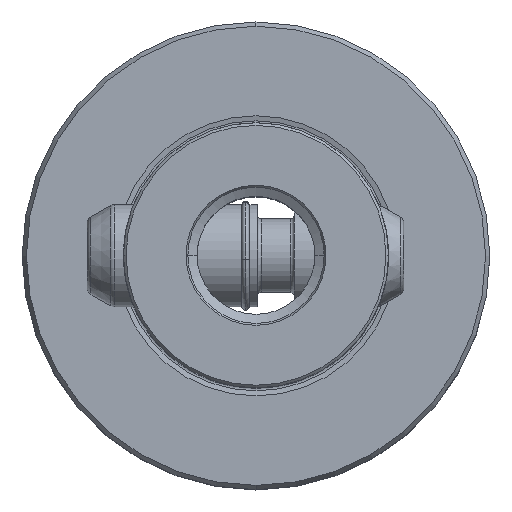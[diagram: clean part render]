
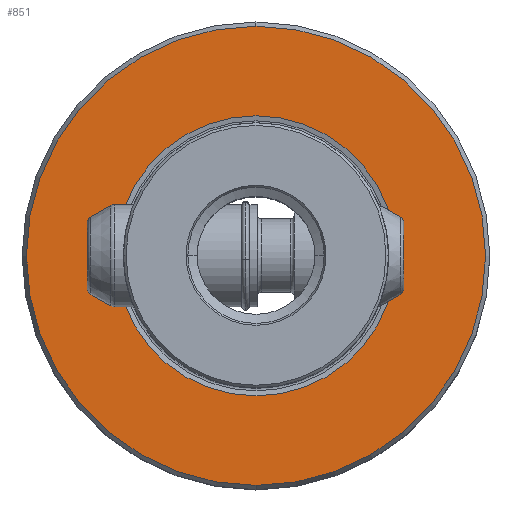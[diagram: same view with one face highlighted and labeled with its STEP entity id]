
A CAD part, top view. The second image highlights one B-rep face of the part: STEP entity #851.
In plain terms, the highlighted planar face has unit normal (0, 0, 1).
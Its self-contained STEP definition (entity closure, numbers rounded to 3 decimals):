
#851=ADVANCED_FACE('NONE',(#2342,#2343),#2344,.T.);
#931=EDGE_CURVE('NONE',#1075,#1619,#2429,.T.);
#1075=VERTEX_POINT('NONE',#2587);
#1091=EDGE_CURVE('NONE',#1557,#2073,#2606,.T.);
#1401=EDGE_CURVE('NONE',#1619,#1075,#2959,.T.);
#1519=EDGE_CURVE('NONE',#2073,#1557,#3091,.T.);
#1557=VERTEX_POINT('NONE',#3133);
#1619=VERTEX_POINT('NONE',#3200);
#2073=VERTEX_POINT('NONE',#3702);
#2342=FACE_OUTER_BOUND('',#4017,.T.);
#2343=FACE_BOUND('',#4018,.T.);
#2344=PLANE('',#4019);
#2429=CIRCLE('',#4183,31.173);
#2587=CARTESIAN_POINT('',(0.0,-31.173,0.0));
#2606=CIRCLE('',#4442,19.012);
#2959=CIRCLE('',#5109,31.173);
#3091=CIRCLE('',#5296,19.012);
#3133=CARTESIAN_POINT('',(-19.012,0.,0.0));
#3200=CARTESIAN_POINT('',(0.,31.173,0.0));
#3702=CARTESIAN_POINT('',(19.012,0.,0.0));
#4017=EDGE_LOOP('',(#6782,#6783));
#4018=EDGE_LOOP('',(#6784,#6785));
#4019=AXIS2_PLACEMENT_3D('',#6786,#6787,#6788);
#4183=AXIS2_PLACEMENT_3D('',#6872,#6873,#6874);
#4442=AXIS2_PLACEMENT_3D('',#7093,#7094,#7095);
#5109=AXIS2_PLACEMENT_3D('',#7550,#7551,#7552);
#5296=AXIS2_PLACEMENT_3D('',#7721,#7722,#7723);
#6782=ORIENTED_EDGE('',*,*,#931,.T.);
#6783=ORIENTED_EDGE('',*,*,#1401,.T.);
#6784=ORIENTED_EDGE('',*,*,#1519,.F.);
#6785=ORIENTED_EDGE('',*,*,#1091,.F.);
#6786=CARTESIAN_POINT('',(-18.0,0.0,0.0));
#6787=DIRECTION('',(-0.0,0.0,1.0));
#6788=DIRECTION('',(0.0,1.0,0.0));
#6872=CARTESIAN_POINT('',(0.0,0.0,0.0));
#6873=DIRECTION('',(0.0,-0.0,1.0));
#6874=DIRECTION('',(0.0,1.0,0.0));
#7093=CARTESIAN_POINT('',(0.0,0.0,0.0));
#7094=DIRECTION('',(0.0,-0.0,1.0));
#7095=DIRECTION('',(0.0,1.0,0.0));
#7550=CARTESIAN_POINT('',(0.0,0.0,0.0));
#7551=DIRECTION('',(0.0,-0.0,1.0));
#7552=DIRECTION('',(0.0,1.0,0.0));
#7721=CARTESIAN_POINT('',(0.0,0.0,0.0));
#7722=DIRECTION('',(0.0,-0.0,1.0));
#7723=DIRECTION('',(0.0,1.0,0.0));
